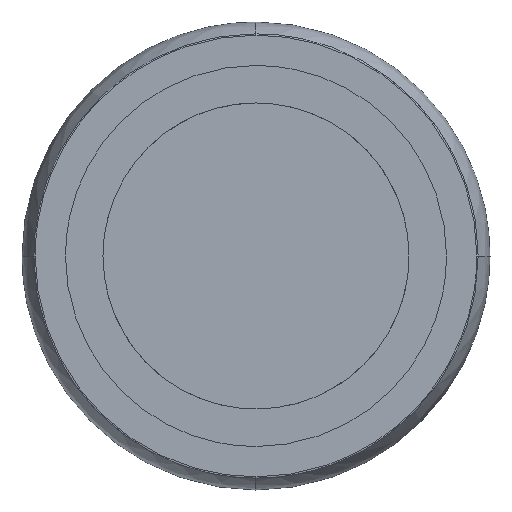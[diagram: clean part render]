
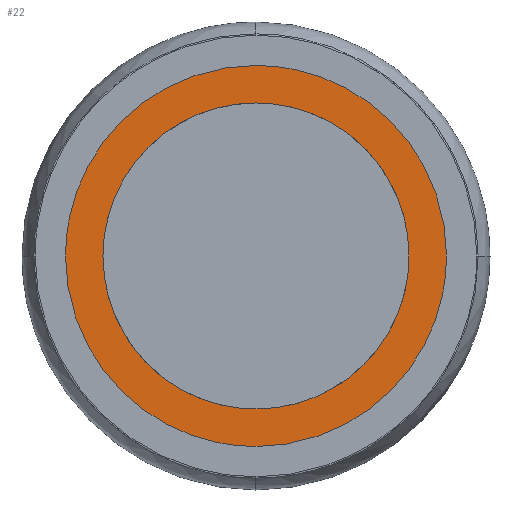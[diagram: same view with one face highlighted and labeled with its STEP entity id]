
A CAD part, left-side view. The second image highlights one B-rep face of the part: STEP entity #22.
In plain terms, the highlighted planar face has unit normal (-1, 0, 0).
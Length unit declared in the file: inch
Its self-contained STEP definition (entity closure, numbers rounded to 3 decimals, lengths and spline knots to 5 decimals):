
#22=ADVANCED_FACE($,(#112,#110),#1023,.T.);
#110=FACE_BOUND($,#201,.T.);
#112=FACE_OUTER_BOUND($,#200,.T.);
#200=EDGE_LOOP($,(#290,#291,#292,#293));
#201=EDGE_LOOP($,(#294,#295,#296,#297));
#290=ORIENTED_EDGE($,*,*,#724,.T.);
#291=ORIENTED_EDGE($,*,*,#721,.T.);
#292=ORIENTED_EDGE($,*,*,#718,.T.);
#293=ORIENTED_EDGE($,*,*,#714,.T.);
#294=ORIENTED_EDGE($,*,*,#732,.F.);
#295=ORIENTED_EDGE($,*,*,#735,.F.);
#296=ORIENTED_EDGE($,*,*,#737,.F.);
#297=ORIENTED_EDGE($,*,*,#729,.T.);
#714=EDGE_CURVE($,#873,#838,#1100,.T.);
#718=EDGE_CURVE($,#875,#873,#1104,.T.);
#721=EDGE_CURVE($,#877,#875,#1107,.T.);
#724=EDGE_CURVE($,#838,#877,#1110,.T.);
#729=EDGE_CURVE($,#881,#839,#1036,.T.);
#732=EDGE_CURVE($,#883,#839,#1115,.T.);
#735=EDGE_CURVE($,#885,#883,#1117,.T.);
#737=EDGE_CURVE($,#881,#885,#1118,.T.);
#838=VERTEX_POINT($,#2254);
#839=VERTEX_POINT($,#2255);
#873=VERTEX_POINT($,#2289);
#875=VERTEX_POINT($,#2291);
#877=VERTEX_POINT($,#2293);
#881=VERTEX_POINT($,#2297);
#883=VERTEX_POINT($,#2299);
#885=VERTEX_POINT($,#2301);
#1023=PLANE($,#1306);
#1036=B_SPLINE_CURVE_WITH_KNOTS($,3,(#1749,#1750,#1751,#1752,#1753,#1754,
#1755,#1756,#1757,#1758,#1759,#1760,#1761,#1762,#1763,#1764,#1765,#1766,
#1767,#1768,#1769,#1770,#1771,#1772,#1773,#1774),.UNSPECIFIED.,.F.,.F.,(4,
2,2,2,2,2,2,2,2,2,2,2,4),(-320.44245,-311.26813,-301.78476,
-292.01943,-282.00604,-261.38843,-240.33184,-219.27525,
-198.65764,-188.64424,-178.87892,-169.39555,
-160.22123),.UNSPECIFIED.);
#1100=(
BOUNDED_CURVE()
B_SPLINE_CURVE(2,(#1703,#1704,#1705),.UNSPECIFIED.,.F.,.F.)
B_SPLINE_CURVE_WITH_KNOTS((3,3),(191.9479,383.89581),.UNSPECIFIED.)
CURVE()
GEOMETRIC_REPRESENTATION_ITEM()
RATIONAL_B_SPLINE_CURVE((1.,0.707,1.))
REPRESENTATION_ITEM($)
);
#1104=(
BOUNDED_CURVE()
B_SPLINE_CURVE(2,(#1713,#1714,#1715),.UNSPECIFIED.,.F.,.F.)
B_SPLINE_CURVE_WITH_KNOTS((3,3),(0.,191.9479),.UNSPECIFIED.)
CURVE()
GEOMETRIC_REPRESENTATION_ITEM()
RATIONAL_B_SPLINE_CURVE((1.,0.707,1.))
REPRESENTATION_ITEM($)
);
#1107=(
BOUNDED_CURVE()
B_SPLINE_CURVE(2,(#1721,#1722,#1723),.UNSPECIFIED.,.F.,.F.)
B_SPLINE_CURVE_WITH_KNOTS((3,3),(575.84371,767.79162),.UNSPECIFIED.)
CURVE()
GEOMETRIC_REPRESENTATION_ITEM()
RATIONAL_B_SPLINE_CURVE((1.,0.707,1.))
REPRESENTATION_ITEM($)
);
#1110=(
BOUNDED_CURVE()
B_SPLINE_CURVE(2,(#1729,#1730,#1731),.UNSPECIFIED.,.F.,.F.)
B_SPLINE_CURVE_WITH_KNOTS((3,3),(383.89581,575.84371),.UNSPECIFIED.)
CURVE()
GEOMETRIC_REPRESENTATION_ITEM()
RATIONAL_B_SPLINE_CURVE((1.,0.707,1.))
REPRESENTATION_ITEM($)
);
#1115=(
BOUNDED_CURVE()
B_SPLINE_CURVE(2,(#1853,#1854,#1855),.UNSPECIFIED.,.F.,.F.)
B_SPLINE_CURVE_WITH_KNOTS((3,3),(0.,160.22123),.UNSPECIFIED.)
CURVE()
GEOMETRIC_REPRESENTATION_ITEM()
RATIONAL_B_SPLINE_CURVE((1.,0.707,1.))
REPRESENTATION_ITEM($)
);
#1117=(
BOUNDED_CURVE()
B_SPLINE_CURVE(2,(#1868,#1869,#1870),.UNSPECIFIED.,.F.,.F.)
B_SPLINE_CURVE_WITH_KNOTS((3,3),(160.22123,320.44245),.UNSPECIFIED.)
CURVE()
GEOMETRIC_REPRESENTATION_ITEM()
RATIONAL_B_SPLINE_CURVE((1.,0.707,1.))
REPRESENTATION_ITEM($)
);
#1118=(
BOUNDED_CURVE()
B_SPLINE_CURVE(2,(#1947,#1948,#1949),.UNSPECIFIED.,.F.,.F.)
B_SPLINE_CURVE_WITH_KNOTS((3,3),(0.,160.22123),.UNSPECIFIED.)
CURVE()
GEOMETRIC_REPRESENTATION_ITEM()
RATIONAL_B_SPLINE_CURVE((1.,0.707,1.))
REPRESENTATION_ITEM($)
);
#1306=AXIS2_PLACEMENT_3D($,#1950,#1318,$);
#1318=DIRECTION($,(-1.,0.,0.));
#1703=CARTESIAN_POINT($,(3.,0.,-127.));
#1704=CARTESIAN_POINT($,(3.,-127.,-127.));
#1705=CARTESIAN_POINT($,(3.,-127.,0.));
#1713=CARTESIAN_POINT($,(3.,127.,0.));
#1714=CARTESIAN_POINT($,(3.,127.,-127.));
#1715=CARTESIAN_POINT($,(3.,0.,-127.));
#1721=CARTESIAN_POINT($,(3.,0.,127.));
#1722=CARTESIAN_POINT($,(3.,127.,127.));
#1723=CARTESIAN_POINT($,(3.,127.,0.));
#1729=CARTESIAN_POINT($,(3.,-127.,0.));
#1730=CARTESIAN_POINT($,(3.,-127.,127.));
#1731=CARTESIAN_POINT($,(3.,0.,127.));
#1749=CARTESIAN_POINT($,(3.,102.,0.));
#1750=CARTESIAN_POINT($,(3.,102.,3.05986));
#1751=CARTESIAN_POINT($,(3.,101.86234,6.11767));
#1752=CARTESIAN_POINT($,(3.,101.3032,12.3153));
#1753=CARTESIAN_POINT($,(3.,100.87269,15.4501));
#1754=CARTESIAN_POINT($,(3.,99.7045,21.76283));
#1755=CARTESIAN_POINT($,(3.,98.95888,24.93489));
#1756=CARTESIAN_POINT($,(3.,97.14374,31.27694));
#1757=CARTESIAN_POINT($,(3.,96.06774,34.44043));
#1758=CARTESIAN_POINT($,(3.,92.30721,43.93933));
#1759=CARTESIAN_POINT($,(3.,89.13642,50.05981));
#1760=CARTESIAN_POINT($,(3.,81.53055,61.69352));
#1761=CARTESIAN_POINT($,(3.,77.09083,67.15896));
#1762=CARTESIAN_POINT($,(3.,67.15896,77.09083));
#1763=CARTESIAN_POINT($,(3.,61.69352,81.53055));
#1764=CARTESIAN_POINT($,(3.,50.05981,89.13642));
#1765=CARTESIAN_POINT($,(3.,43.93933,92.30721));
#1766=CARTESIAN_POINT($,(3.,34.44043,96.06774));
#1767=CARTESIAN_POINT($,(3.,31.27694,97.14374));
#1768=CARTESIAN_POINT($,(3.,24.93489,98.95888));
#1769=CARTESIAN_POINT($,(3.,21.76283,99.7045));
#1770=CARTESIAN_POINT($,(3.,15.4501,100.87269));
#1771=CARTESIAN_POINT($,(3.,12.3153,101.3032));
#1772=CARTESIAN_POINT($,(3.,6.11767,101.86234));
#1773=CARTESIAN_POINT($,(3.,3.05986,102.));
#1774=CARTESIAN_POINT($,(3.,0.,102.));
#1853=CARTESIAN_POINT($,(3.,-102.,0.));
#1854=CARTESIAN_POINT($,(3.,-102.,102.));
#1855=CARTESIAN_POINT($,(3.,0.,102.));
#1868=CARTESIAN_POINT($,(3.,0.,-102.));
#1869=CARTESIAN_POINT($,(3.,-102.,-102.));
#1870=CARTESIAN_POINT($,(3.,-102.,0.));
#1947=CARTESIAN_POINT($,(3.,102.,0.));
#1948=CARTESIAN_POINT($,(3.,102.,-102.));
#1949=CARTESIAN_POINT($,(3.,0.,-102.));
#1950=CARTESIAN_POINT($,(3.,-127.,127.));
#2254=CARTESIAN_POINT($,(3.,-127.,0.));
#2255=CARTESIAN_POINT($,(3.,0.,102.));
#2289=CARTESIAN_POINT($,(3.,0.,-127.));
#2291=CARTESIAN_POINT($,(3.,127.,0.));
#2293=CARTESIAN_POINT($,(3.,0.,127.));
#2297=CARTESIAN_POINT($,(3.,102.,0.));
#2299=CARTESIAN_POINT($,(3.,-102.,0.));
#2301=CARTESIAN_POINT($,(3.,0.,-102.));
